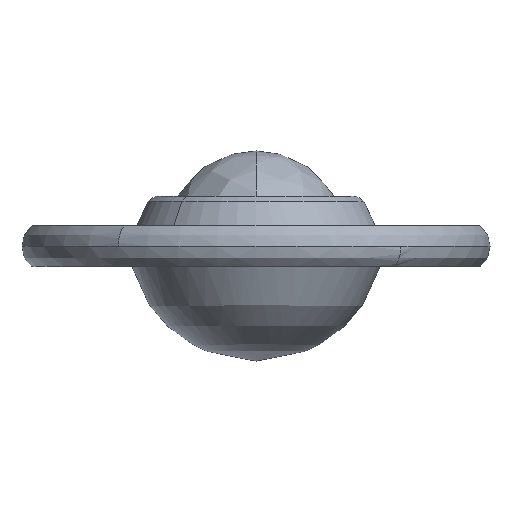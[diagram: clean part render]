
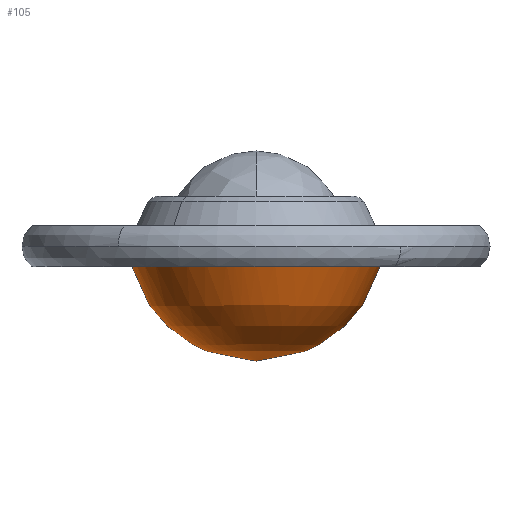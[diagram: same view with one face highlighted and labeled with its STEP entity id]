
A CAD part, left-side view. The second image highlights one B-rep face of the part: STEP entity #105.
In plain terms, the highlighted free-form (B-spline) face has degree [2, 2] with [4, 4] control points.
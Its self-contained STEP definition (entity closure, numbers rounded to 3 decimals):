
#5=CARTESIAN_POINT('',(-7.979,7.979,5.018));
#6=CARTESIAN_POINT('',(-5.627,11.255,1.093));
#7=CARTESIAN_POINT('',(5.627,11.255,1.093));
#8=CARTESIAN_POINT('',(7.979,7.979,5.018));
#9=CARTESIAN_POINT('',(-11.255,5.627,1.093));
#10=CARTESIAN_POINT('',(-9.547,9.547,-8.3));
#11=CARTESIAN_POINT('',(9.547,9.547,-8.3));
#12=CARTESIAN_POINT('',(11.255,5.627,1.093));
#13=CARTESIAN_POINT('',(-11.255,-5.627,1.093));
#14=CARTESIAN_POINT('',(-9.547,-9.547,-8.3));
#15=CARTESIAN_POINT('',(9.547,-9.547,-8.3));
#16=CARTESIAN_POINT('',(11.255,-5.627,1.093));
#17=CARTESIAN_POINT('',(-7.979,-7.979,5.018));
#18=CARTESIAN_POINT('',(-5.627,-11.255,1.093));
#19=CARTESIAN_POINT('',(5.627,-11.255,1.093));
#20=CARTESIAN_POINT('',(7.979,-7.979,5.018));
#28=(BOUNDED_SURFACE()B_SPLINE_SURFACE(2,2,((#5,#9,#13,#17),(#6,#10,#14,#18),(#7,#11,#15,#19),(#8,#12,#16,#20)),.UNSPECIFIED.,.F.,.F.,.U.)B_SPLINE_SURFACE_WITH_KNOTS((3,1,3),(3,1,3),(0.0,14.162,28.324),(0.0,14.162,28.324),.UNSPECIFIED.)GEOMETRIC_REPRESENTATION_ITEM()RATIONAL_B_SPLINE_SURFACE(((2.393,1.697,1.697,2.393),(1.697,1.0,1.0,1.697),(1.697,1.0,1.0,1.697),(2.393,1.697,1.697,2.393)))REPRESENTATION_ITEM('')SURFACE());
#29=CARTESIAN_POINT('',(-11.111,0.0,0.419));
#30=VERTEX_POINT('',#29);
#31=CARTESIAN_POINT('',(-10.796,2.628,0.419));
#32=VERTEX_POINT('',#31);
#33=CARTESIAN_POINT('',(-11.111,0.0,0.419));
#34=CARTESIAN_POINT('',(-11.111,0.884,0.419));
#35=CARTESIAN_POINT('',(-11.005,1.769,0.419));
#36=CARTESIAN_POINT('',(-10.796,2.628,0.419));
#37=B_SPLINE_CURVE_WITH_KNOTS('',3,(#33,#34,#35,#36),.UNSPECIFIED.,.F.,.U.,(4,4),(0.,2.653),.UNSPECIFIED.);
#38=EDGE_CURVE('',#30,#32,#37,.T.);
#39=ORIENTED_EDGE('',*,*,#38,.T.);
#40=CARTESIAN_POINT('',(11.111,0.0,0.419));
#41=VERTEX_POINT('',#40);
#42=CARTESIAN_POINT('',(-10.796,2.628,0.419));
#43=CARTESIAN_POINT('',(-10.632,3.301,0.419));
#44=CARTESIAN_POINT('',(-10.198,4.557,0.419));
#45=CARTESIAN_POINT('',(-9.364,6.046,0.419));
#46=CARTESIAN_POINT('',(-8.502,7.187,0.419));
#47=CARTESIAN_POINT('',(-7.493,8.259,0.419));
#48=CARTESIAN_POINT('',(-6.22,9.266,0.419));
#49=CARTESIAN_POINT('',(-4.527,10.206,0.419));
#50=CARTESIAN_POINT('',(-3.033,10.73,0.419));
#51=CARTESIAN_POINT('',(-1.528,11.027,0.419));
#52=CARTESIAN_POINT('',(-0.081,11.155,0.419));
#53=CARTESIAN_POINT('',(1.728,11.036,0.419));
#54=CARTESIAN_POINT('',(3.651,10.557,0.419));
#55=CARTESIAN_POINT('',(5.477,9.735,0.419));
#56=CARTESIAN_POINT('',(6.92,8.745,0.419));
#57=CARTESIAN_POINT('',(8.137,7.614,0.419));
#58=CARTESIAN_POINT('',(9.061,6.492,0.419));
#59=CARTESIAN_POINT('',(9.941,5.058,0.419));
#60=CARTESIAN_POINT('',(10.622,3.446,0.419));
#61=CARTESIAN_POINT('',(11.029,1.68,0.419));
#62=CARTESIAN_POINT('',(11.111,0.525,0.419));
#63=CARTESIAN_POINT('',(11.111,0.0,0.419));
#64=B_SPLINE_CURVE_WITH_KNOTS('',3,(#42,#43,#44,#45,#46,#47,#48,#49,#50,#51,#52,#53,#54,#55,#56,#57,#58,#59,#60,#61,#62,#63),.UNSPECIFIED.,.F.,.U.,(4,1,1,1,1,1,1,1,1,1,1,1,1,1,1,1,1,1,1,4),(0.,2.079,3.969,5.103,6.362,8.378,9.953,12.158,13.103,14.552,16.505,18.521,20.473,22.489,23.749,25.45,26.836,28.789,30.679,32.253),.UNSPECIFIED.);
#65=EDGE_CURVE('',#32,#41,#64,.T.);
#66=ORIENTED_EDGE('',*,*,#65,.T.);
#67=CARTESIAN_POINT('',(10.796,-2.628,0.419));
#68=VERTEX_POINT('',#67);
#69=CARTESIAN_POINT('',(11.111,0.0,0.419));
#70=CARTESIAN_POINT('',(11.111,-0.884,0.419));
#71=CARTESIAN_POINT('',(11.005,-1.769,0.419));
#72=CARTESIAN_POINT('',(10.796,-2.628,0.419));
#73=B_SPLINE_CURVE_WITH_KNOTS('',3,(#69,#70,#71,#72),.UNSPECIFIED.,.F.,.U.,(4,4),(0.,2.653),.UNSPECIFIED.);
#74=EDGE_CURVE('',#41,#68,#73,.T.);
#75=ORIENTED_EDGE('',*,*,#74,.T.);
#76=CARTESIAN_POINT('',(10.796,-2.628,0.419));
#77=CARTESIAN_POINT('',(10.587,-3.485,0.419));
#78=CARTESIAN_POINT('',(10.106,-4.772,0.419));
#79=CARTESIAN_POINT('',(9.237,-6.214,0.419));
#80=CARTESIAN_POINT('',(8.322,-7.419,0.419));
#81=CARTESIAN_POINT('',(7.154,-8.579,0.419));
#82=CARTESIAN_POINT('',(5.697,-9.583,0.419));
#83=CARTESIAN_POINT('',(4.228,-10.314,0.419));
#84=CARTESIAN_POINT('',(2.53,-10.882,0.419));
#85=CARTESIAN_POINT('',(0.858,-11.12,0.419));
#86=CARTESIAN_POINT('',(-0.739,-11.111,0.419));
#87=CARTESIAN_POINT('',(-1.951,-10.965,0.419));
#88=CARTESIAN_POINT('',(-3.197,-10.662,0.419));
#89=CARTESIAN_POINT('',(-4.326,-10.259,0.419));
#90=CARTESIAN_POINT('',(-5.517,-9.678,0.419));
#91=CARTESIAN_POINT('',(-6.61,-8.964,0.419));
#92=CARTESIAN_POINT('',(-7.576,-8.154,0.419));
#93=CARTESIAN_POINT('',(-8.368,-7.339,0.419));
#94=CARTESIAN_POINT('',(-9.241,-6.234,0.419));
#95=CARTESIAN_POINT('',(-10.009,-4.925,0.419));
#96=CARTESIAN_POINT('',(-10.551,-3.555,0.419));
#97=CARTESIAN_POINT('',(-10.983,-1.974,0.419));
#98=CARTESIAN_POINT('',(-11.111,-0.819,0.419));
#99=CARTESIAN_POINT('',(-11.111,0.0,0.419));
#100=B_SPLINE_CURVE_WITH_KNOTS('',3,(#76,#77,#78,#79,#80,#81,#82,#83,#84,#85,#86,#87,#88,#89,#90,#91,#92,#93,#94,#95,#96,#97,#98,#99),.UNSPECIFIED.,.F.,.U.,(4,1,1,1,1,1,1,1,1,1,1,1,1,1,1,1,1,1,1,1,1,4),(0.,2.646,4.095,5.04,7.181,9.008,10.331,12.095,14.363,15.371,16.883,18.017,19.213,20.473,21.985,23.119,24.253,25.387,27.34,28.789,29.797,32.253),.UNSPECIFIED.);
#101=EDGE_CURVE('',#68,#30,#100,.T.);
#102=ORIENTED_EDGE('',*,*,#101,.T.);
#103=EDGE_LOOP('',(#39,#66,#75,#102));
#104=FACE_OUTER_BOUND('',#103,.T.);
#105=ADVANCED_FACE('',(#104),#28,.T.);
